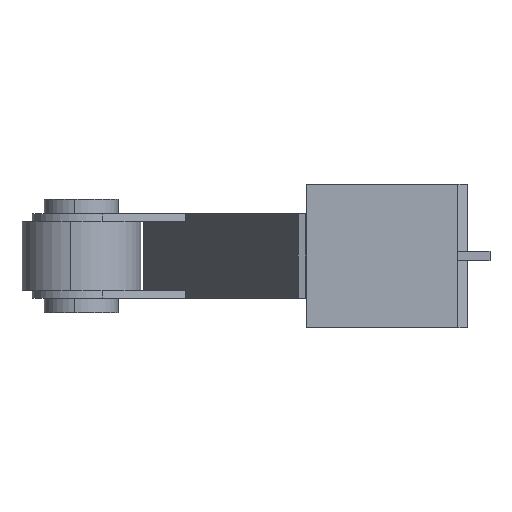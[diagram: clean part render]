
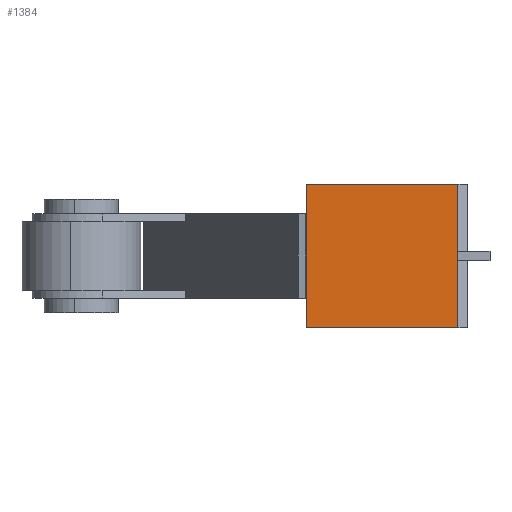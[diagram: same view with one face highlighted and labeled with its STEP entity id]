
A CAD part, left-side view. The second image highlights one B-rep face of the part: STEP entity #1384.
In plain terms, the highlighted planar face has unit normal (-1, 0, 0).
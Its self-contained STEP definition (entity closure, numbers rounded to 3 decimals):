
#6 = CARTESIAN_POINT ( 'NONE',  ( -9.65, -1.1, 2.9 ) ) ;
#146 = VERTEX_POINT ( 'NONE', #1644 ) ;
#251 = EDGE_LOOP ( 'NONE', ( #814, #760, #1385, #1597 ) ) ;
#651 = EDGE_CURVE ( 'NONE', #955, #1397, #2076, .T. ) ;
#760 = ORIENTED_EDGE ( 'NONE', *, *, #1604, .T. ) ;
#814 = ORIENTED_EDGE ( 'NONE', *, *, #651, .T. ) ;
#955 = VERTEX_POINT ( 'NONE', #1114 ) ;
#1114 = CARTESIAN_POINT ( 'NONE',  ( -9.65, 5., -2.9 ) ) ;
#1344 = VERTEX_POINT ( 'NONE', #6 ) ;
#1384 = ADVANCED_FACE ( 'NONE', ( #1686 ), #1687, .F. ) ;
#1385 = ORIENTED_EDGE ( 'NONE', *, *, #2001, .F. ) ;
#1397 = VERTEX_POINT ( 'NONE', #1810 ) ;
#1403 = EDGE_CURVE ( 'NONE', #146, #955, #1918, .T. ) ;
#1597 = ORIENTED_EDGE ( 'NONE', *, *, #1403, .T. ) ;
#1604 = EDGE_CURVE ( 'NONE', #1397, #1344, #2036, .T. ) ;
#1644 = CARTESIAN_POINT ( 'NONE',  ( -9.65, 5., 2.9 ) ) ;
#1686 = FACE_OUTER_BOUND ( 'NONE', #251, .T. ) ;
#1687 = PLANE ( 'NONE',  #1688 ) ;
#1688 = AXIS2_PLACEMENT_3D ( 'NONE', #1689, #1690, #1694 ) ;
#1689 = CARTESIAN_POINT ( 'NONE',  ( -9.65, 5., 2.9 ) ) ;
#1690 = DIRECTION ( 'NONE',  ( 1., 0., 0. ) ) ;
#1694 = DIRECTION ( 'NONE',  ( 0., 0., -1. ) ) ;
#1810 = CARTESIAN_POINT ( 'NONE',  ( -9.65, -1.1, -2.9 ) ) ;
#1918 = LINE ( 'NONE', #1919, #1920 ) ;
#1919 = CARTESIAN_POINT ( 'NONE',  ( -9.65, 5., 2.9 ) ) ;
#1920 = VECTOR ( 'NONE', #1921, 1000. ) ;
#1921 = DIRECTION ( 'NONE',  ( 0., 0., -1. ) ) ;
#2001 = EDGE_CURVE ( 'NONE', #146, #1344, #2305, .T. ) ;
#2036 = LINE ( 'NONE', #2037, #2038 ) ;
#2037 = CARTESIAN_POINT ( 'NONE',  ( -9.65, -1.1, -2.9 ) ) ;
#2038 = VECTOR ( 'NONE', #2040, 1000. ) ;
#2040 = DIRECTION ( 'NONE',  ( 0., 0., 1. ) ) ;
#2076 = LINE ( 'NONE', #2077, #2078 ) ;
#2077 = CARTESIAN_POINT ( 'NONE',  ( -9.65, 5., -2.9 ) ) ;
#2078 = VECTOR ( 'NONE', #2079, 1000. ) ;
#2079 = DIRECTION ( 'NONE',  ( 0., -1., 0. ) ) ;
#2305 = LINE ( 'NONE', #2307, #2308 ) ;
#2307 = CARTESIAN_POINT ( 'NONE',  ( -9.65, 5., 2.9 ) ) ;
#2308 = VECTOR ( 'NONE', #2309, 1000. ) ;
#2309 = DIRECTION ( 'NONE',  ( 0., -1., 0. ) ) ;
